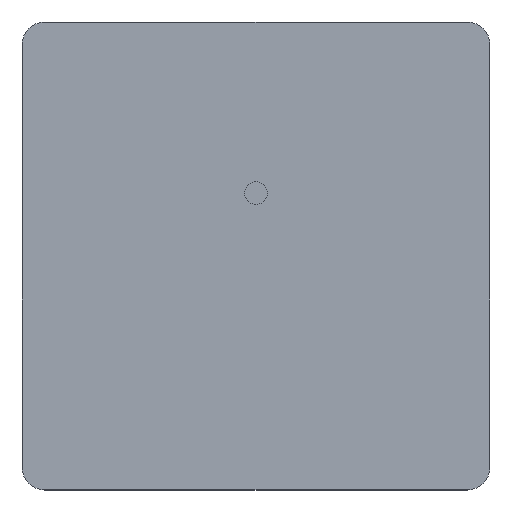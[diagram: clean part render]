
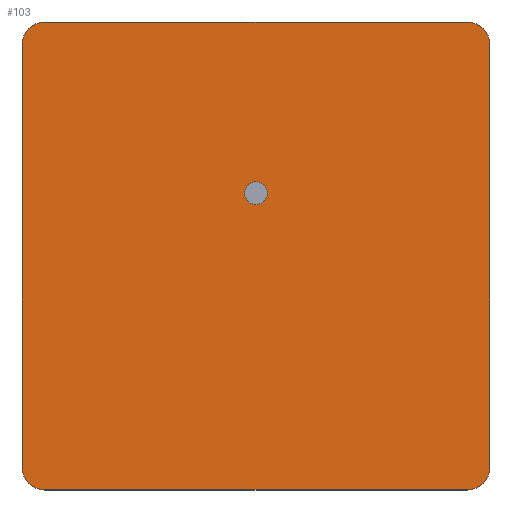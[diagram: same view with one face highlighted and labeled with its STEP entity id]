
A CAD part, top view. The second image highlights one B-rep face of the part: STEP entity #103.
In plain terms, the highlighted planar face has unit normal (0, 0, 1).
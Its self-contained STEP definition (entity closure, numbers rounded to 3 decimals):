
#103=ADVANCED_FACE('',(#131,#125),#117,.T.);
#117=PLANE('',#315);
#125=FACE_BOUND('',#144,.T.);
#131=FACE_OUTER_BOUND('',#143,.T.);
#143=EDGE_LOOP('',(#173,#174,#175,#176,#177,#178,#179,#180));
#144=EDGE_LOOP('',(#181));
#161=CIRCLE('',#310,4.);
#162=CIRCLE('',#311,4.);
#163=CIRCLE('',#312,4.);
#164=CIRCLE('',#313,4.);
#165=CIRCLE('',#314,2.);
#173=ORIENTED_EDGE('',*,*,#249,.F.);
#174=ORIENTED_EDGE('',*,*,#250,.T.);
#175=ORIENTED_EDGE('',*,*,#251,.F.);
#176=ORIENTED_EDGE('',*,*,#252,.T.);
#177=ORIENTED_EDGE('',*,*,#253,.F.);
#178=ORIENTED_EDGE('',*,*,#254,.T.);
#179=ORIENTED_EDGE('',*,*,#255,.F.);
#180=ORIENTED_EDGE('',*,*,#256,.T.);
#181=ORIENTED_EDGE('',*,*,#257,.F.);
#229=VERTEX_POINT('',#408);
#230=VERTEX_POINT('',#409);
#231=VERTEX_POINT('',#411);
#232=VERTEX_POINT('',#413);
#233=VERTEX_POINT('',#415);
#234=VERTEX_POINT('',#417);
#235=VERTEX_POINT('',#419);
#236=VERTEX_POINT('',#421);
#237=VERTEX_POINT('',#424);
#249=EDGE_CURVE('',#229,#230,#277,.T.);
#250=EDGE_CURVE('',#229,#231,#161,.T.);
#251=EDGE_CURVE('',#232,#231,#278,.T.);
#252=EDGE_CURVE('',#232,#233,#162,.T.);
#253=EDGE_CURVE('',#234,#233,#279,.T.);
#254=EDGE_CURVE('',#234,#235,#163,.T.);
#255=EDGE_CURVE('',#236,#235,#280,.T.);
#256=EDGE_CURVE('',#236,#230,#164,.T.);
#257=EDGE_CURVE('',#237,#237,#165,.T.);
#277=LINE('',#407,#293);
#278=LINE('',#412,#294);
#279=LINE('',#416,#295);
#280=LINE('',#420,#296);
#293=VECTOR('',#338,1.);
#294=VECTOR('',#341,1.);
#295=VECTOR('',#344,1.);
#296=VECTOR('',#347,1.);
#310=AXIS2_PLACEMENT_3D('',#410,#339,#340);
#311=AXIS2_PLACEMENT_3D('',#414,#342,#343);
#312=AXIS2_PLACEMENT_3D('',#418,#345,#346);
#313=AXIS2_PLACEMENT_3D('',#422,#348,#349);
#314=AXIS2_PLACEMENT_3D('',#423,#350,#351);
#315=AXIS2_PLACEMENT_3D('',#425,#352,#353);
#338=DIRECTION('',(0.,1.,0.));
#339=DIRECTION('',(0.,0.,1.));
#340=DIRECTION('',(1.,0.,0.));
#341=DIRECTION('',(-1.,0.,0.));
#342=DIRECTION('',(0.,0.,1.));
#343=DIRECTION('',(1.,0.,0.));
#344=DIRECTION('',(0.,-1.,0.));
#345=DIRECTION('',(0.,0.,1.));
#346=DIRECTION('',(1.,0.,0.));
#347=DIRECTION('',(1.,0.,0.));
#348=DIRECTION('',(0.,0.,1.));
#349=DIRECTION('',(1.,0.,0.));
#350=DIRECTION('',(0.,0.,1.));
#351=DIRECTION('',(1.,0.,0.));
#352=DIRECTION('',(0.,0.,1.));
#353=DIRECTION('',(1.,0.,0.));
#407=CARTESIAN_POINT('',(-41.,-11.,6.));
#408=CARTESIAN_POINT('',(-41.,-48.,6.));
#409=CARTESIAN_POINT('',(-41.,26.,6.));
#410=CARTESIAN_POINT('',(-37.,-48.,6.));
#411=CARTESIAN_POINT('',(-37.,-52.,6.));
#412=CARTESIAN_POINT('',(0.,-52.,6.));
#413=CARTESIAN_POINT('',(37.,-52.,6.));
#414=CARTESIAN_POINT('',(37.,-48.,6.));
#415=CARTESIAN_POINT('',(41.,-48.,6.));
#416=CARTESIAN_POINT('',(41.,-11.,6.));
#417=CARTESIAN_POINT('',(41.,26.,6.));
#418=CARTESIAN_POINT('',(37.,26.,6.));
#419=CARTESIAN_POINT('',(37.,30.,6.));
#420=CARTESIAN_POINT('',(0.,30.,6.));
#421=CARTESIAN_POINT('',(-37.,30.,6.));
#422=CARTESIAN_POINT('',(-37.,26.,6.));
#423=CARTESIAN_POINT('',(0.,0.,6.));
#424=CARTESIAN_POINT('',(2.,0.,6.));
#425=CARTESIAN_POINT('',(0.,-11.,6.));
